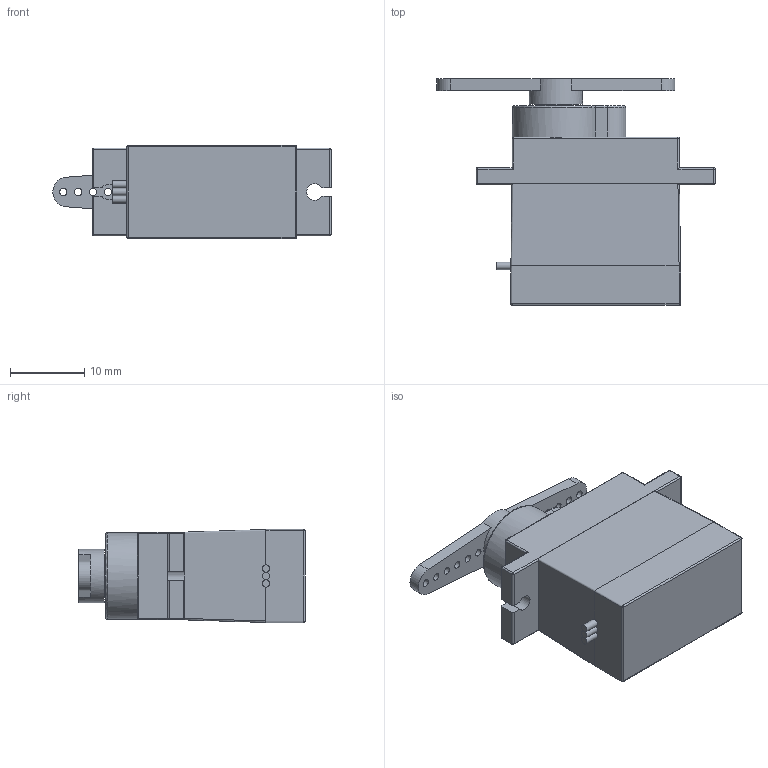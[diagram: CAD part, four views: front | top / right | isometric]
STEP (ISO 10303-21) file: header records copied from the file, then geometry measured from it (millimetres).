
FILE_DESCRIPTION(/* description */ (''),/* implementation_level */ '2;1');
FILE_NAME(/* name */ 'Servo.stp',/* time_stamp */ '2014-09-10T09:27:03-04:00',/* author */ ('Christoper Allemang'),/* organization */ (''),/* preprocessor_version */ 'ST-DEVELOPER v15.6',/* originating_system */ 'Autodesk Inventor 2015',/* authorisation */ '');
FILE_SCHEMA (('AUTOMOTIVE_DESIGN { 1 0 10303 214 3 1 1 }'));
Length unit declared in the file: centimetre
Products named in the file (3): horn; MicroServo9g; Servo
Bounding box: 37.4 x 30.47 x 12.5 mm (x, y, z)
Volume: 7259.8 mm3; surface area: 3207.2 mm2
Topology: 4 solids, 6 shells, 135 faces, 299 edges, 176 vertices
Faces by surface type: cylinder 68, plane 49, sphere 16, torus 2
Full cylindrical faces by diameter (mm): 1 x14, 1.7 x2, 4.6 x2, 4.85 x1, 7.16 x1
Entity records: 3874 total; most frequent: CARTESIAN_POINT 796, DIRECTION 673, ORIENTED_EDGE 564, EDGE_CURVE 280, AXIS2_PLACEMENT_3D 266, EDGE_LOOP 183, VERTEX_POINT 175, LINE 141
